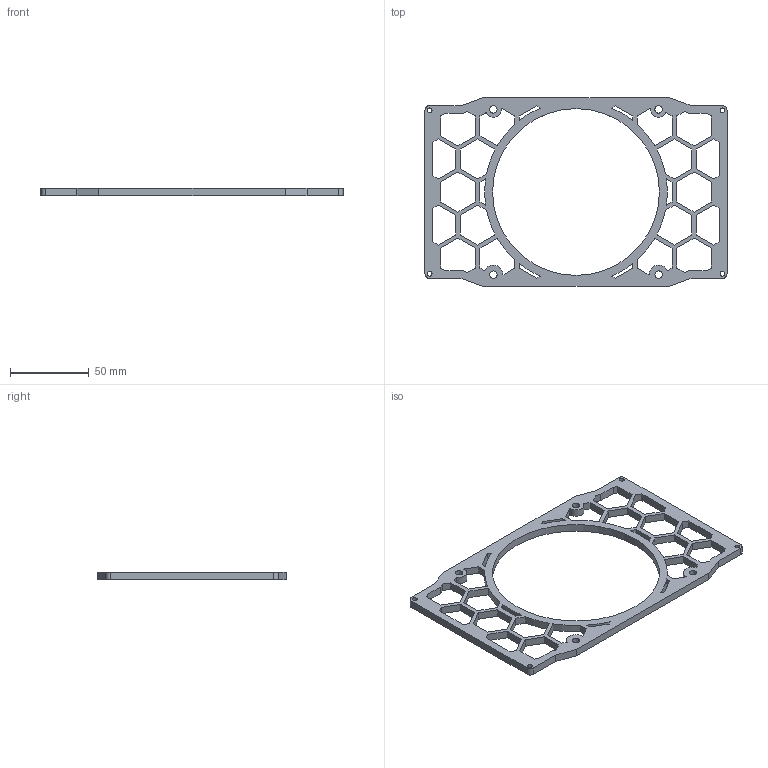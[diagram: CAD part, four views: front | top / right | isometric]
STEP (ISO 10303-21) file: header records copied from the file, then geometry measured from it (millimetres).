
FILE_DESCRIPTION(/* description */ (''),/* implementation_level */ '2;1');
FILE_NAME(/* name */ '',/* time_stamp */ '2025-10-08T21:46:23+03:00',/* author */ (''),/* organization */ (''),/* preprocessor_version */ 'ST-DEVELOPER v20.1',/* originating_system */ 'Autodesk Translation Framework v14.17.0.0',/* authorisation */ '');
FILE_SCHEMA (('AUTOMOTIVE_DESIGN { 1 0 10303 214 3 1 1 }'));
Length unit declared in the file: millimetre
Products named in the file (1): Держатель вентилятора
Bounding box: 191.91 x 119.84 x 5 mm (x, y, z)
Volume: 34648.3 mm3; surface area: 26693.9 mm2
Topology: 1 solids, 1 shells, 178 faces, 528 edges, 352 vertices
Faces by surface type: plane 147, cylinder 31
Full cylindrical faces by diameter (mm): 3 x4, 4.7 x4, 106 x1
Entity records: 6059 total; most frequent: CARTESIAN_POINT 1059, ORIENTED_EDGE 1056, DIRECTION 948, EDGE_CURVE 528, LINE 466, VECTOR 466, VERTEX_POINT 352, EDGE_LOOP 244
